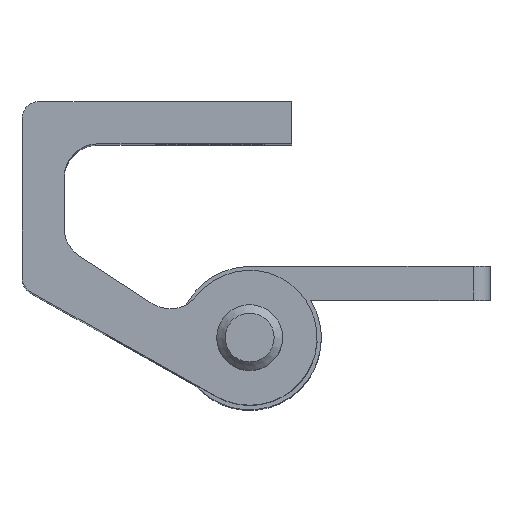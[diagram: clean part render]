
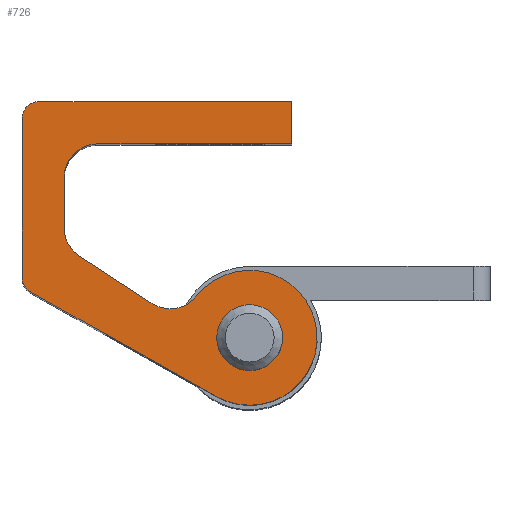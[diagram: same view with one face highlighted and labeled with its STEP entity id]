
A CAD part, top view. The second image highlights one B-rep face of the part: STEP entity #726.
In plain terms, the highlighted face is planar.
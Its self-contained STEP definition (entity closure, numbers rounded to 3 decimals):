
#46=PLANE('',#819);
#58=CIRCLE('',#780,2.);
#60=CIRCLE('',#783,4.);
#61=CIRCLE('',#786,1.);
#67=CIRCLE('',#796,2.);
#69=CIRCLE('',#800,2.);
#75=CIRCLE('',#815,1.);
#78=CIRCLE('',#820,1.95);
#187=ORIENTED_EDGE('',*,*,#350,.F.);
#188=ORIENTED_EDGE('',*,*,#296,.F.);
#189=ORIENTED_EDGE('',*,*,#347,.F.);
#190=ORIENTED_EDGE('',*,*,#344,.F.);
#191=ORIENTED_EDGE('',*,*,#294,.F.);
#192=ORIENTED_EDGE('',*,*,#292,.T.);
#193=ORIENTED_EDGE('',*,*,#330,.F.);
#194=ORIENTED_EDGE('',*,*,#322,.T.);
#195=ORIENTED_EDGE('',*,*,#319,.F.);
#196=ORIENTED_EDGE('',*,*,#316,.T.);
#197=ORIENTED_EDGE('',*,*,#313,.F.);
#198=ORIENTED_EDGE('',*,*,#308,.F.);
#199=ORIENTED_EDGE('',*,*,#305,.F.);
#200=ORIENTED_EDGE('',*,*,#300,.F.);
#292=EDGE_CURVE('',#386,#388,#58,.T.);
#294=EDGE_CURVE('',#386,#390,#60,.T.);
#296=EDGE_CURVE('',#391,#392,#458,.T.);
#300=EDGE_CURVE('',#392,#395,#61,.T.);
#305=EDGE_CURVE('',#395,#399,#463,.T.);
#308=EDGE_CURVE('',#399,#401,#466,.T.);
#313=EDGE_CURVE('',#401,#405,#469,.T.);
#316=EDGE_CURVE('',#407,#405,#67,.T.);
#319=EDGE_CURVE('',#407,#409,#473,.T.);
#322=EDGE_CURVE('',#411,#409,#69,.T.);
#330=EDGE_CURVE('',#411,#388,#481,.T.);
#344=EDGE_CURVE('',#390,#427,#488,.T.);
#347=EDGE_CURVE('',#427,#391,#75,.T.);
#350=EDGE_CURVE('',#430,#430,#78,.F.);
#386=VERTEX_POINT('',#1100);
#388=VERTEX_POINT('',#1104);
#390=VERTEX_POINT('',#1110);
#391=VERTEX_POINT('',#1114);
#392=VERTEX_POINT('',#1115);
#395=VERTEX_POINT('',#1123);
#399=VERTEX_POINT('',#1133);
#401=VERTEX_POINT('',#1139);
#405=VERTEX_POINT('',#1149);
#407=VERTEX_POINT('',#1155);
#409=VERTEX_POINT('',#1161);
#411=VERTEX_POINT('',#1167);
#427=VERTEX_POINT('',#1209);
#430=VERTEX_POINT('',#1221);
#458=LINE('',#1113,#510);
#463=LINE('',#1132,#515);
#466=LINE('',#1138,#518);
#469=LINE('',#1148,#521);
#473=LINE('',#1160,#525);
#481=LINE('',#1182,#533);
#488=LINE('',#1208,#540);
#510=VECTOR('',#885,1000.);
#515=VECTOR('',#902,1000.);
#518=VECTOR('',#907,1000.);
#521=VECTOR('',#916,1000.);
#525=VECTOR('',#928,1000.);
#533=VECTOR('',#946,1000.);
#540=VECTOR('',#973,1000.);
#580=EDGE_LOOP('',(#187));
#581=EDGE_LOOP('',(#188,#189,#190,#191,#192,#193,#194,#195,#196,#197,#198,
#199,#200));
#646=FACE_BOUND('',#580,.T.);
#647=FACE_BOUND('',#581,.T.);
#726=ADVANCED_FACE('',(#646,#647),#46,.F.);
#780=AXIS2_PLACEMENT_3D('',#1105,#874,#875);
#783=AXIS2_PLACEMENT_3D('',#1109,#880,#881);
#786=AXIS2_PLACEMENT_3D('',#1122,#891,#892);
#796=AXIS2_PLACEMENT_3D('',#1154,#921,#922);
#800=AXIS2_PLACEMENT_3D('',#1166,#933,#934);
#815=AXIS2_PLACEMENT_3D('',#1214,#978,#979);
#819=AXIS2_PLACEMENT_3D('',#1219,#986,#987);
#820=AXIS2_PLACEMENT_3D('',#1220,#988,#989);
#874=DIRECTION('',(0.,0.,1.));
#875=DIRECTION('',(1.,0.,0.));
#880=DIRECTION('',(0.,0.,1.));
#881=DIRECTION('',(1.,0.,0.));
#885=DIRECTION('',(0.,-1.,0.));
#891=DIRECTION('',(0.,0.,1.));
#892=DIRECTION('',(1.,0.,0.));
#902=DIRECTION('',(1.,0.,0.));
#907=DIRECTION('',(0.,1.,0.));
#916=DIRECTION('',(-1.,0.,0.));
#921=DIRECTION('',(0.,0.,1.));
#922=DIRECTION('',(1.,0.,0.));
#928=DIRECTION('',(0.,1.,0.));
#933=DIRECTION('',(0.,0.,1.));
#934=DIRECTION('',(1.,0.,0.));
#946=DIRECTION('',(0.838,0.546,0.));
#973=DIRECTION('',(-0.871,-0.491,0.));
#978=DIRECTION('',(0.,0.,1.));
#979=DIRECTION('',(1.,0.,0.));
#986=DIRECTION('',(0.,0.,1.));
#987=DIRECTION('',(1.,0.,0.));
#988=DIRECTION('',(0.,0.,1.));
#989=DIRECTION('',(1.,0.,0.));
#1100=CARTESIAN_POINT('',(-3.137,-2.481,-23.75));
#1104=CARTESIAN_POINT('',(-5.852,-2.082,-23.75));
#1105=CARTESIAN_POINT('',(-4.706,-3.722,-23.75));
#1109=CARTESIAN_POINT('',(0.,0.,-23.75));
#1110=CARTESIAN_POINT('',(-1.962,3.486,-23.75));
#1113=CARTESIAN_POINT('',(-13.5,-3.594,-23.75));
#1114=CARTESIAN_POINT('',(-13.5,-3.594,-23.75));
#1115=CARTESIAN_POINT('',(-13.5,-13.,-23.75));
#1122=CARTESIAN_POINT('',(-12.5,-13.,-23.75));
#1123=CARTESIAN_POINT('',(-12.5,-14.,-23.75));
#1132=CARTESIAN_POINT('',(-12.5,-14.,-23.75));
#1133=CARTESIAN_POINT('',(2.5,-14.,-23.75));
#1138=CARTESIAN_POINT('',(2.5,-14.,-23.75));
#1139=CARTESIAN_POINT('',(2.5,-11.5,-23.75));
#1148=CARTESIAN_POINT('',(2.5,-11.5,-23.75));
#1149=CARTESIAN_POINT('',(-9.,-11.5,-23.75));
#1154=CARTESIAN_POINT('',(-9.,-9.5,-23.75));
#1155=CARTESIAN_POINT('',(-11.,-9.5,-23.75));
#1160=CARTESIAN_POINT('',(-11.,-9.5,-23.75));
#1161=CARTESIAN_POINT('',(-11.,-6.522,-23.75));
#1166=CARTESIAN_POINT('',(-9.,-6.522,-23.75));
#1167=CARTESIAN_POINT('',(-10.146,-4.883,-23.75));
#1182=CARTESIAN_POINT('',(-10.146,-4.883,-23.75));
#1208=CARTESIAN_POINT('',(-1.962,3.486,-23.75));
#1209=CARTESIAN_POINT('',(-12.978,-2.716,-23.75));
#1214=CARTESIAN_POINT('',(-12.5,-3.594,-23.75));
#1219=CARTESIAN_POINT('',(-12.5,-13.,-23.75));
#1220=CARTESIAN_POINT('',(0.,0.,-23.75));
#1221=CARTESIAN_POINT('',(1.95,0.,-23.75));
